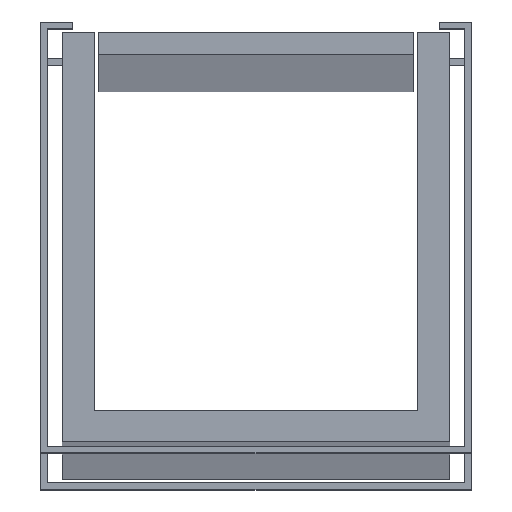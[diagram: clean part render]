
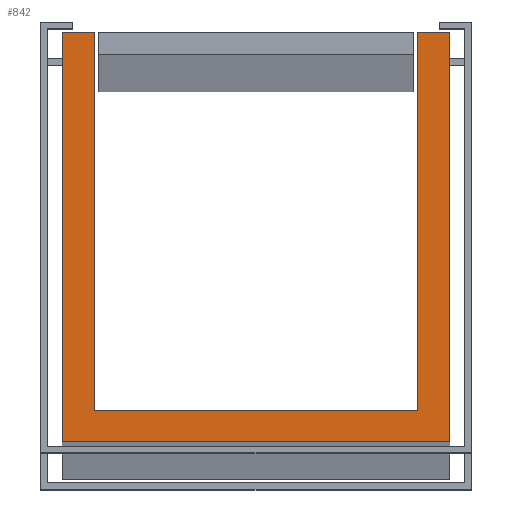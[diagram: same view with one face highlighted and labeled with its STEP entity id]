
A CAD part, top view. The second image highlights one B-rep face of the part: STEP entity #842.
In plain terms, the highlighted planar face has unit normal (0, 0, 1).
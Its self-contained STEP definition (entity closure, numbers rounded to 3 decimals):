
#47=PLANE('',#908);
#92=FACE_OUTER_BOUND('',#140,.T.);
#140=EDGE_LOOP('',(#697,#698,#699,#700,#701,#702,#703,#704));
#204=LINE('',#1240,#314);
#208=LINE('',#1247,#318);
#211=LINE('',#1253,#321);
#213=LINE('',#1258,#323);
#216=LINE('',#1264,#326);
#219=LINE('',#1270,#329);
#222=LINE('',#1276,#332);
#225=LINE('',#1280,#335);
#314=VECTOR('',#1013,10.);
#318=VECTOR('',#1019,10.);
#321=VECTOR('',#1024,10.);
#323=VECTOR('',#1028,10.);
#326=VECTOR('',#1033,10.);
#329=VECTOR('',#1038,10.);
#332=VECTOR('',#1043,10.);
#335=VECTOR('',#1048,10.);
#420=VERTEX_POINT('',#1237);
#421=VERTEX_POINT('',#1239);
#423=VERTEX_POINT('',#1245);
#425=VERTEX_POINT('',#1251);
#427=VERTEX_POINT('',#1257);
#429=VERTEX_POINT('',#1263);
#431=VERTEX_POINT('',#1269);
#433=VERTEX_POINT('',#1275);
#511=EDGE_CURVE('',#420,#421,#204,.T.);
#515=EDGE_CURVE('',#423,#420,#208,.T.);
#518=EDGE_CURVE('',#425,#423,#211,.T.);
#520=EDGE_CURVE('',#427,#421,#213,.T.);
#523=EDGE_CURVE('',#429,#427,#216,.T.);
#526=EDGE_CURVE('',#431,#429,#219,.T.);
#529=EDGE_CURVE('',#433,#431,#222,.T.);
#532=EDGE_CURVE('',#433,#425,#225,.T.);
#697=ORIENTED_EDGE('',*,*,#532,.F.);
#698=ORIENTED_EDGE('',*,*,#529,.T.);
#699=ORIENTED_EDGE('',*,*,#526,.T.);
#700=ORIENTED_EDGE('',*,*,#523,.T.);
#701=ORIENTED_EDGE('',*,*,#520,.T.);
#702=ORIENTED_EDGE('',*,*,#511,.F.);
#703=ORIENTED_EDGE('',*,*,#515,.F.);
#704=ORIENTED_EDGE('',*,*,#518,.F.);
#842=ADVANCED_FACE('',(#92),#47,.T.);
#908=AXIS2_PLACEMENT_3D('',#1281,#1049,#1050);
#1013=DIRECTION('',(0.,-1.,0.));
#1019=DIRECTION('',(1.,0.,0.));
#1024=DIRECTION('',(0.,1.,0.));
#1028=DIRECTION('',(1.,0.,0.));
#1033=DIRECTION('',(0.,-1.,0.));
#1038=DIRECTION('',(-1.,0.,0.));
#1043=DIRECTION('',(0.,1.,0.));
#1048=DIRECTION('',(1.,0.,0.));
#1049=DIRECTION('center_axis',(0.,0.,1.));
#1050=DIRECTION('ref_axis',(1.,0.,0.));
#1237=CARTESIAN_POINT('',(9.,19.,1000.));
#1239=CARTESIAN_POINT('',(9.,0.,1000.));
#1240=CARTESIAN_POINT('',(9.,19.,1000.));
#1245=CARTESIAN_POINT('',(7.5,19.,1000.));
#1247=CARTESIAN_POINT('',(7.5,19.,1000.));
#1251=CARTESIAN_POINT('',(7.5,1.47,1000.));
#1253=CARTESIAN_POINT('',(7.5,1.47,1000.));
#1257=CARTESIAN_POINT('',(-9.,0.,1000.));
#1258=CARTESIAN_POINT('',(-9.,0.,1000.));
#1263=CARTESIAN_POINT('',(-9.,19.,1000.));
#1264=CARTESIAN_POINT('',(-9.,19.,1000.));
#1269=CARTESIAN_POINT('',(-7.5,19.,1000.));
#1270=CARTESIAN_POINT('',(-7.5,19.,1000.));
#1275=CARTESIAN_POINT('',(-7.5,1.47,1000.));
#1276=CARTESIAN_POINT('',(-7.5,1.47,1000.));
#1280=CARTESIAN_POINT('',(0.,1.47,1000.));
#1281=CARTESIAN_POINT('Origin',(-4.5,9.5,1000.));
